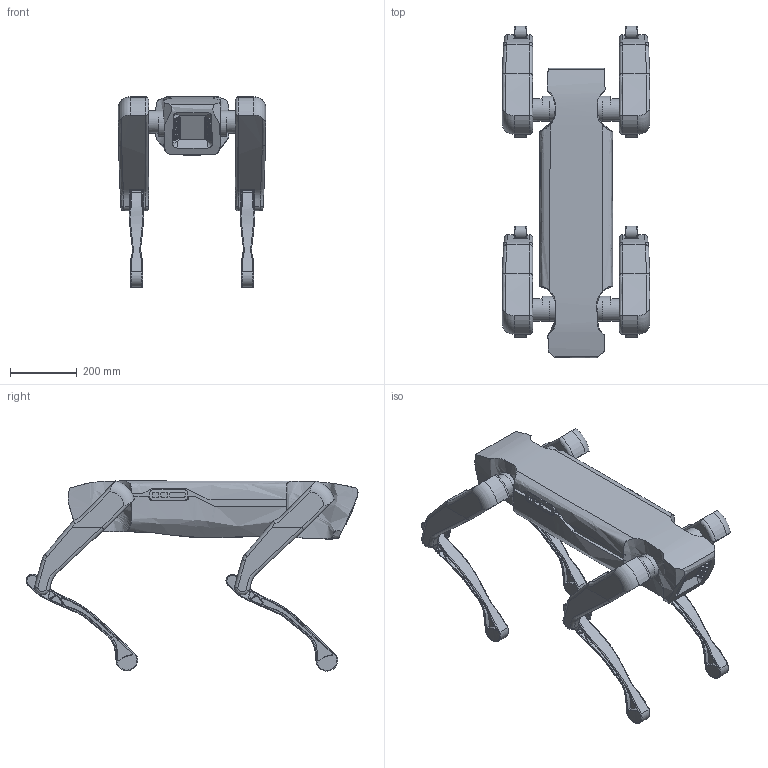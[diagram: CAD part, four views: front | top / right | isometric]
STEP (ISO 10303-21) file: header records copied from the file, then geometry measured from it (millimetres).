
FILE_DESCRIPTION(/* description */ (''),/* implementation_level */ '2;1');
FILE_NAME(/* name */ 'Assembly.step',/* time_stamp */ '2025-09-07T20:08:29+05:30',/* author */ (''),/* organization */ (''),/* preprocessor_version */ 'ST-DEVELOPER v20.1',/* originating_system */ 'Autodesk Translation Framework v14.10.0.0',/* authorisation */ '');
FILE_SCHEMA (('AUTOMOTIVE_DESIGN { 1 0 10303 214 3 1 1 }'));
Products named in the file (7): (Unsaved); Configuration 1; body; upper left leg; lower left leg; upper right leg; lower right leg
Assembly tree (10 placements, depth 3):
  (Unsaved)
    Configuration 1
      upper left leg  x2
      lower left leg  x2
      body
      upper right leg  x2
      lower right leg  x2
Bounding box: 442 x 996.08 x 570.61 mm (x, y, z)
Volume: 36156204.4 mm3; surface area: 1619509.1 mm2
Topology: 9 solids, 9 shells, 874 faces, 2113 edges, 1306 vertices
Faces by surface type: bspline 314, cylinder 267, plane 257, torus 24, sphere 8, cone 4
Full cylindrical faces by diameter (mm): 7.5 x4, 10 x4, 25 x8, 68 x4, 69 x4, 75 x4
Entity records: 43759 total; most frequent: CARTESIAN_POINT 31267, ORIENTED_EDGE 2762, DIRECTION 2097, EDGE_CURVE 1381, VERTEX_POINT 864, AXIS2_PLACEMENT_3D 765, EDGE_LOOP 621, FACE_OUTER_BOUND 570
